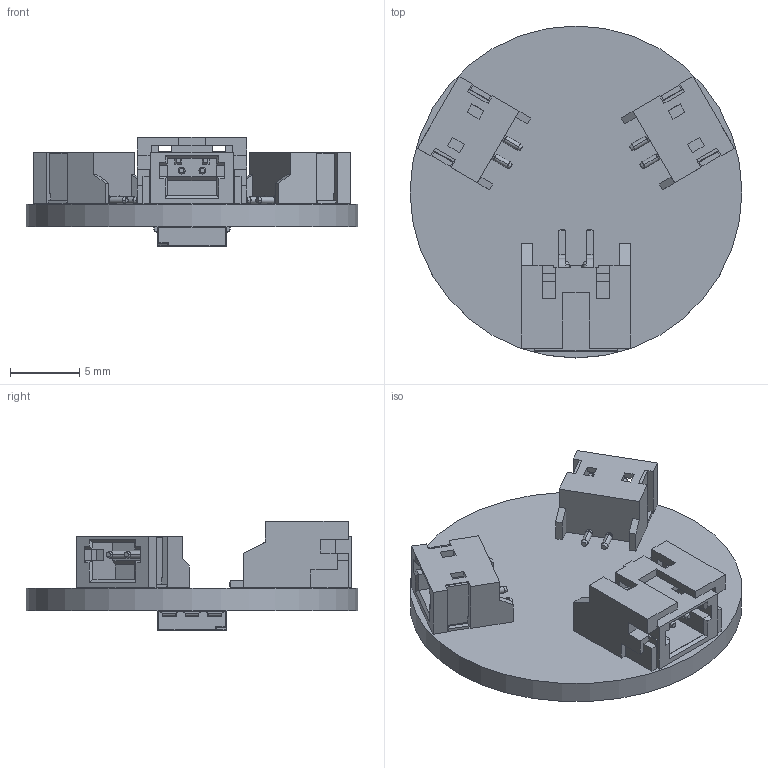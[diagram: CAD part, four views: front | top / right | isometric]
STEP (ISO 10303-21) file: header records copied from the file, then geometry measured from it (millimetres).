
FILE_DESCRIPTION(('KiCad electronic assembly'),'2;1');
FILE_NAME('MateLightScrewCap-3D-Model.step','2022-10-08T15:43:00',( 'Pcbnew'),('Kicad'),'Open CASCADE STEP processor 7.5', 'KiCad to STEP converter','Unknown');
FILE_SCHEMA(('AUTOMOTIVE_DESIGN { 1 0 10303 214 1 1 1 1 }'));
Length unit declared in the file: millimetre
Products named in the file (8): MateLightScrewCap-3D-Model 1; S2B-PH-SM4-TB; COMPOUND; S2B-ZR-SM4A-TF_LF__SN_; APA102C; SOLID; MateLightScrewCap PCB
Assembly tree (9 placements, depth 3):
  MateLightScrewCap-3D-Model 1
    S2B-PH-SM4-TB
      COMPOUND
    S2B-ZR-SM4A-TF_LF__SN_  x3
      COMPOUND
    APA102C
      SOLID
    MateLightScrewCap PCB
Bounding box: 24 x 24 x 7.9 mm (x, y, z)
Volume: 1083.1 mm3; surface area: 2271.2 mm2
Topology: 28 solids, 28 shells, 872 faces, 2350 edges, 1516 vertices
Faces by surface type: bspline 869, plane 2, cylinder 1
Full cylindrical faces by diameter (mm): 24 x1
Entity records: 44845 total; most frequent: CARTESIAN_POINT 19902, B_SPLINE_CURVE_WITH_KNOTS 4705, ORIENTED_EDGE 3604, PCURVE 3604, DEFINITIONAL_REPRESENTATION 3604, EDGE_CURVE 1802, SURFACE_CURVE 1801, VERTEX_POINT 1164
